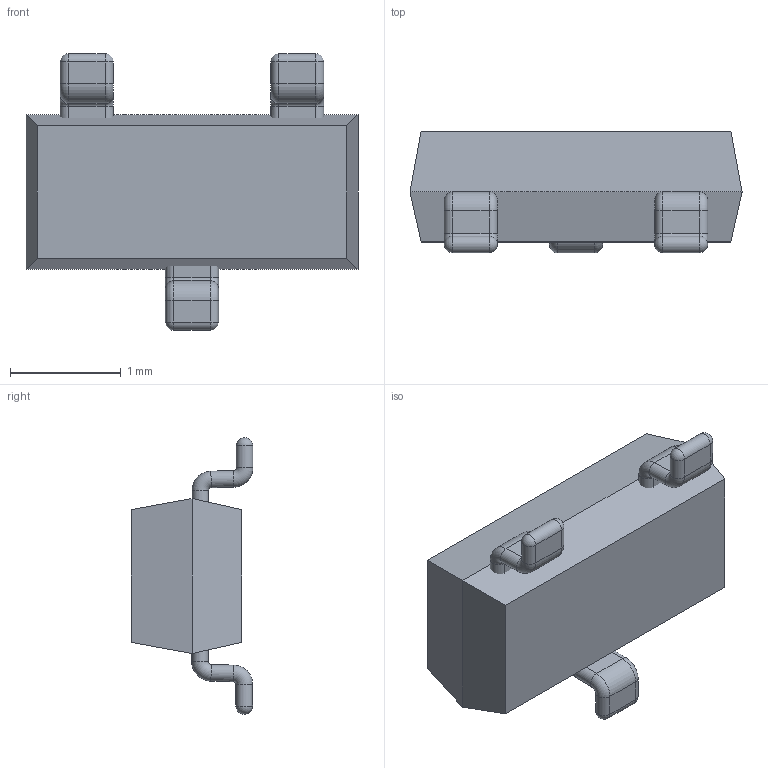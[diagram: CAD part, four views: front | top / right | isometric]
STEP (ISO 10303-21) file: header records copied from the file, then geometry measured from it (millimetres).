
FILE_DESCRIPTION(('STEP AP203'), '1');
FILE_NAME('SOT23', '', ('UNSPECIFIED'), ('UNSPECIFIED'), 'C3D Converter', 'C3D Toolkit', '');
FILE_SCHEMA(('CONFIG_CONTROL_DESIGN'));
Length unit declared in the file: millimetre
Bounding box: 3 x 1.1 x 2.5 mm (x, y, z)
Volume: 4.1 mm3; surface area: 20.8 mm2
Topology: 4 solids, 4 shells, 88 faces, 202 edges, 136 vertices
Faces by surface type: cylinder 39, plane 31, torus 12, sphere 6
Entity records: 3151 total; most frequent: CARTESIAN_POINT 437, DIRECTION 416, ORIENTED_EDGE 352, EDGE_CURVE 176, AXIS2_PLACEMENT_3D 159, COLOUR_RGB 112, PRESENTATION_STYLE_ASSIGNMENT 112, STYLED_ITEM 112
